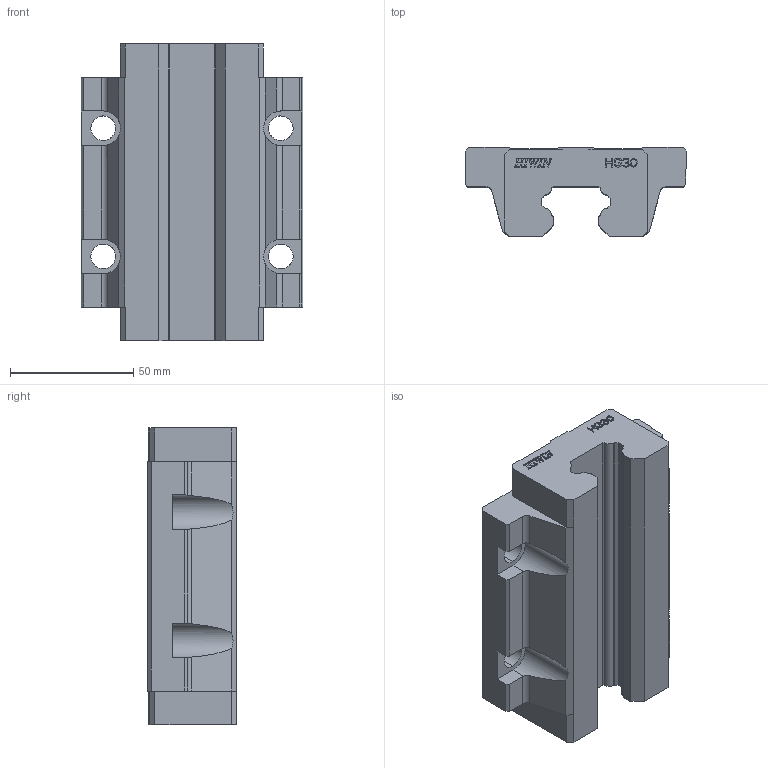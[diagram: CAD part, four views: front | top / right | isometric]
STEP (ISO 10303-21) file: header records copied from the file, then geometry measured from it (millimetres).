
FILE_DESCRIPTION (( 'STEP AP203' ), '1' );
FILE_NAME ('HGW30HC.STEP', '2007-01-11T14:36:34', ( 'HIWIN GmbH' ), ( '77654 Offenburg' ), 'SwSTEP 2.0', 'SolidWorks 2006104', '' );
FILE_SCHEMA (( 'CONFIG_CONTROL_DESIGN' ));
Length unit declared in the file: millimetre
Products named in the file (1): HGW30HC
Bounding box: 90 x 36 x 120.7 mm (x, y, z)
Volume: 241575.1 mm3; surface area: 38563.1 mm2
Topology: 1 solids, 1 shells, 426 faces, 1258 edges, 844 vertices
Faces by surface type: plane 328, bspline 60, cylinder 38
Entity records: 17046 total; most frequent: CARTESIAN_POINT 6183, ORIENTED_EDGE 2516, DIRECTION 1772, EDGE_CURVE 1258, VECTOR 1016, LINE 1016, VERTEX_POINT 844, EDGE_LOOP 444
